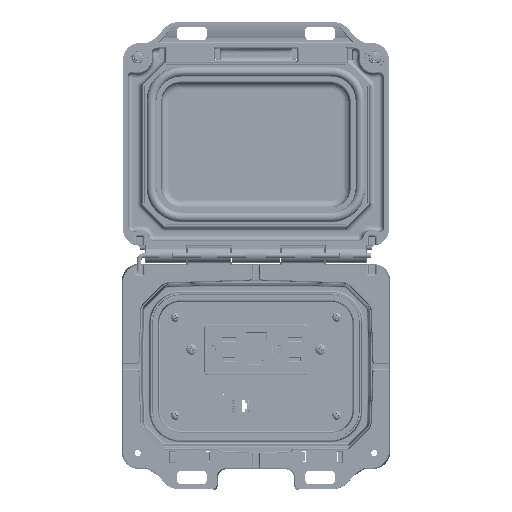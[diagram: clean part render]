
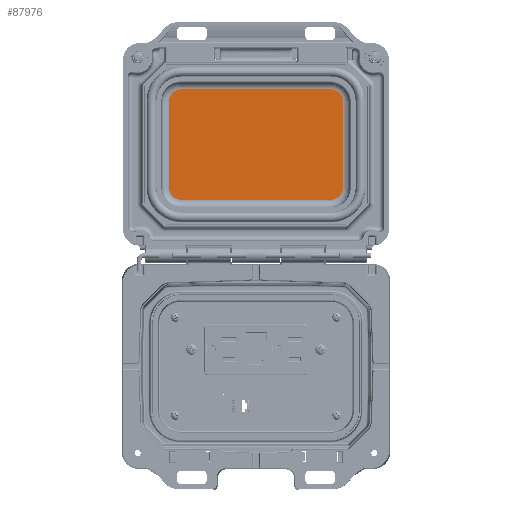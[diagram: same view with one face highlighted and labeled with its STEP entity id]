
A CAD part, top view. The second image highlights one B-rep face of the part: STEP entity #87976.
In plain terms, the highlighted planar face has unit normal (0, 0, 1).
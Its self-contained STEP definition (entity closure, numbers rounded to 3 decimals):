
#1100 = EDGE_LOOP ( 'NONE', ( #74172, #94889, #75507, #170695, #122890, #82418, #168637, #119050 ) ) ;
#2382 = AXIS2_PLACEMENT_3D ( 'NONE', #25219, #98421, #44371 ) ;
#3974 = CARTESIAN_POINT ( 'NONE',  ( 48.26, 178.441, 11.938 ) ) ;
#13700 = EDGE_CURVE ( 'NONE', #62778, #141555, #134066, .T. ) ;
#15835 = LINE ( 'NONE', #147779, #38358 ) ;
#17681 = VERTEX_POINT ( 'NONE', #38012 ) ;
#18238 = CIRCLE ( 'NONE', #124223, 7.702 ) ;
#21387 = CARTESIAN_POINT ( 'NONE',  ( -48.26, 170.739, 11.938 ) ) ;
#21967 = CIRCLE ( 'NONE', #2382, 7.702 ) ;
#25034 = FACE_OUTER_BOUND ( 'NONE', #1100, .T. ) ;
#25219 = CARTESIAN_POINT ( 'NONE',  ( -48.26, 115.011, 11.938 ) ) ;
#26907 = DIRECTION ( 'NONE',  ( 0., 1., 0. ) ) ;
#27933 = AXIS2_PLACEMENT_3D ( 'NONE', #159478, #39744, #92941 ) ;
#32284 = LINE ( 'NONE', #111785, #164613 ) ;
#33649 = DIRECTION ( 'NONE',  ( 0., 0., 1. ) ) ;
#37054 = DIRECTION ( 'NONE',  ( 1., 0., 0. ) ) ;
#37287 = CARTESIAN_POINT ( 'NONE',  ( -48.26, 115.011, 11.938 ) ) ;
#38012 = CARTESIAN_POINT ( 'NONE',  ( 48.26, 107.309, 11.938 ) ) ;
#38358 = VECTOR ( 'NONE', #68239, 1000. ) ;
#39744 = DIRECTION ( 'NONE',  ( 0., 0., 1. ) ) ;
#44371 = DIRECTION ( 'NONE',  ( 0., 1., 0. ) ) ;
#44665 = DIRECTION ( 'NONE',  ( -1., 0., 0. ) ) ;
#45411 = CARTESIAN_POINT ( 'NONE',  ( -55.962, 170.739, 11.938 ) ) ;
#46170 = EDGE_CURVE ( 'NONE', #138780, #92723, #21967, .T. ) ;
#51414 = CARTESIAN_POINT ( 'NONE',  ( 48.26, 115.011, 11.938 ) ) ;
#60831 = VECTOR ( 'NONE', #44665, 1000. ) ;
#62778 = VERTEX_POINT ( 'NONE', #139608 ) ;
#68239 = DIRECTION ( 'NONE',  ( 0., 1., 0. ) ) ;
#70835 = LINE ( 'NONE', #83904, #60831 ) ;
#74172 = ORIENTED_EDGE ( 'NONE', *, *, #13700, .T. ) ;
#74640 = DIRECTION ( 'NONE',  ( 0., 1., 0. ) ) ;
#75507 = ORIENTED_EDGE ( 'NONE', *, *, #127723, .T. ) ;
#76301 = LINE ( 'NONE', #103381, #89648 ) ;
#80408 = EDGE_CURVE ( 'NONE', #80442, #138780, #32284, .T. ) ;
#80442 = VERTEX_POINT ( 'NONE', #45411 ) ;
#82418 = ORIENTED_EDGE ( 'NONE', *, *, #109975, .T. ) ;
#83904 = CARTESIAN_POINT ( 'NONE',  ( -48.26, 178.441, 11.938 ) ) ;
#87976 = ADVANCED_FACE ( 'NONE', ( #25034 ), #155289, .F. ) ;
#88105 = CIRCLE ( 'NONE', #110497, 7.702 ) ;
#89648 = VECTOR ( 'NONE', #37054, 1000. ) ;
#92723 = VERTEX_POINT ( 'NONE', #165129 ) ;
#92941 = DIRECTION ( 'NONE',  ( 0., 1., 0. ) ) ;
#94889 = ORIENTED_EDGE ( 'NONE', *, *, #163372, .T. ) ;
#98359 = EDGE_CURVE ( 'NONE', #17681, #122672, #18238, .T. ) ;
#98421 = DIRECTION ( 'NONE',  ( 0., 0., 1. ) ) ;
#100333 = DIRECTION ( 'NONE',  ( 0., -1., 0. ) ) ;
#103381 = CARTESIAN_POINT ( 'NONE',  ( 48.26, 107.309, 11.938 ) ) ;
#105345 = DIRECTION ( 'NONE',  ( 0., 1., 0. ) ) ;
#109975 = EDGE_CURVE ( 'NONE', #92723, #17681, #76301, .T. ) ;
#110497 = AXIS2_PLACEMENT_3D ( 'NONE', #21387, #33649, #74640 ) ;
#111785 = CARTESIAN_POINT ( 'NONE',  ( -55.962, 115.011, 11.938 ) ) ;
#119050 = ORIENTED_EDGE ( 'NONE', *, *, #142359, .T. ) ;
#122672 = VERTEX_POINT ( 'NONE', #168350 ) ;
#122890 = ORIENTED_EDGE ( 'NONE', *, *, #46170, .T. ) ;
#124135 = CARTESIAN_POINT ( 'NONE',  ( -55.962, 115.011, 11.938 ) ) ;
#124223 = AXIS2_PLACEMENT_3D ( 'NONE', #51414, #158017, #26907 ) ;
#127723 = EDGE_CURVE ( 'NONE', #166448, #80442, #88105, .T. ) ;
#134066 = CIRCLE ( 'NONE', #27933, 7.702 ) ;
#138780 = VERTEX_POINT ( 'NONE', #124135 ) ;
#139608 = CARTESIAN_POINT ( 'NONE',  ( 55.962, 170.739, 11.938 ) ) ;
#141555 = VERTEX_POINT ( 'NONE', #3974 ) ;
#142359 = EDGE_CURVE ( 'NONE', #122672, #62778, #15835, .T. ) ;
#146279 = AXIS2_PLACEMENT_3D ( 'NONE', #37287, #168400, #105345 ) ;
#147465 = CARTESIAN_POINT ( 'NONE',  ( -48.26, 178.441, 11.938 ) ) ;
#147779 = CARTESIAN_POINT ( 'NONE',  ( 55.962, 170.739, 11.938 ) ) ;
#155289 = PLANE ( 'NONE',  #146279 ) ;
#158017 = DIRECTION ( 'NONE',  ( 0., 0., 1. ) ) ;
#159478 = CARTESIAN_POINT ( 'NONE',  ( 48.26, 170.739, 11.938 ) ) ;
#163372 = EDGE_CURVE ( 'NONE', #141555, #166448, #70835, .T. ) ;
#164613 = VECTOR ( 'NONE', #100333, 1000. ) ;
#165129 = CARTESIAN_POINT ( 'NONE',  ( -48.26, 107.309, 11.938 ) ) ;
#166448 = VERTEX_POINT ( 'NONE', #147465 ) ;
#168350 = CARTESIAN_POINT ( 'NONE',  ( 55.962, 115.011, 11.938 ) ) ;
#168400 = DIRECTION ( 'NONE',  ( 0., 0., -1. ) ) ;
#168637 = ORIENTED_EDGE ( 'NONE', *, *, #98359, .T. ) ;
#170695 = ORIENTED_EDGE ( 'NONE', *, *, #80408, .T. ) ;
